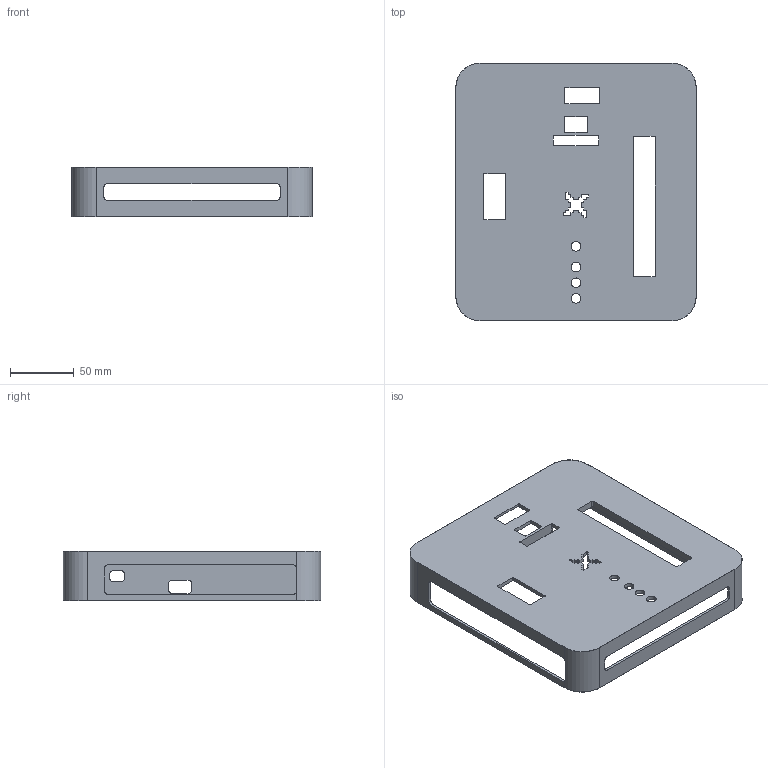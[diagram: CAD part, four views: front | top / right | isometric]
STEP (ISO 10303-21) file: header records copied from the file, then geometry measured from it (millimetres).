
FILE_DESCRIPTION(/* description */ (''),/* implementation_level */ '2;1');
FILE_NAME(/* name */ 'XM-PRO v1.2 - PLASTIC - TOP ENCLOSURE COVER (min exposed) - LIGHT GRAY (150,150,150).step',/* time_stamp */ '2023-06-09T01:03:59+02:00',/* author */ (''),/* organization */ (''),/* preprocessor_version */ 'ST-DEVELOPER v19.2',/* originating_system */ 'Autodesk Translation Framework v12.6.0.85',/* authorisation */ '');
FILE_SCHEMA (('AUTOMOTIVE_DESIGN { 1 0 10303 214 3 1 1 }'));
Length unit declared in the file: millimetre
Products named in the file (4): XM-PRO v1.2 - PLASTIC - TOP ENCLOSURE COVER (min exposed) - LIGHT GRA
Y (150,150,150); ENCLOSURE; TOP; XM-PRO v1.2 - PLASTIC - TOP ENCLOSURE COVER (fully open) v1
Assembly tree (3 placements, depth 4):
  XM-PRO v1.2 - PLASTIC - TOP ENCLOSURE COVER (min exposed) - LIGHT GRA
Y (150,150,150)
    ENCLOSURE
      TOP
        XM-PRO v1.2 - PLASTIC - TOP ENCLOSURE COVER (fully open) v1
Bounding box: 188.33 x 201.83 x 38.8 mm (x, y, z)
Volume: 133760.8 mm3; surface area: 111477.3 mm2
Topology: 1 solids, 1 shells, 318 faces, 898 edges, 592 vertices
Faces by surface type: plane 192, cylinder 118, torus 8
Full cylindrical faces by diameter (mm): 4 x4, 7.5 x4, 10 x4, 12 x2
Entity records: 10450 total; most frequent: CARTESIAN_POINT 1821, ORIENTED_EDGE 1796, DIRECTION 1792, EDGE_CURVE 898, LINE 650, VECTOR 650, VERTEX_POINT 592, AXIS2_PLACEMENT_3D 571
